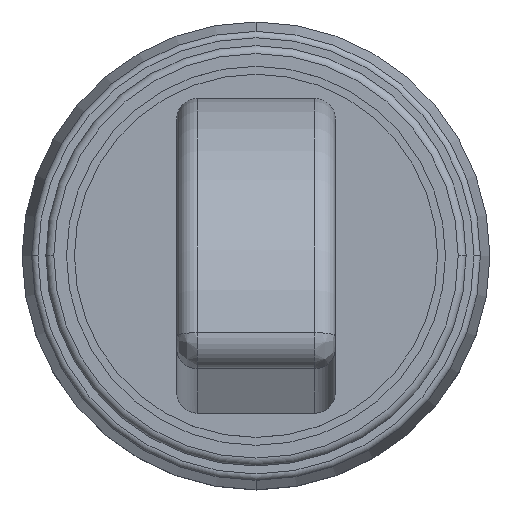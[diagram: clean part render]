
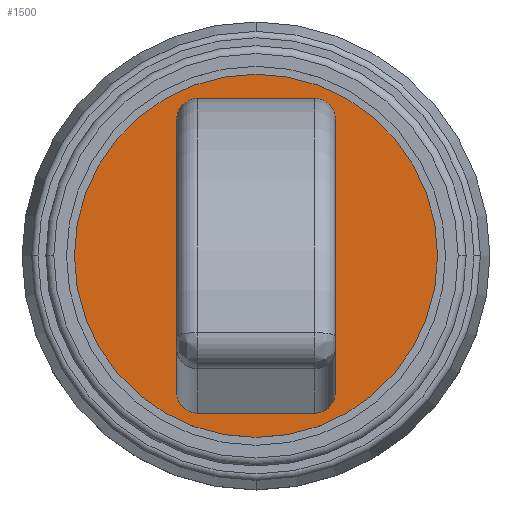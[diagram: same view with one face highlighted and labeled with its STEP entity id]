
A CAD part, top view. The second image highlights one B-rep face of the part: STEP entity #1500.
In plain terms, the highlighted planar face has unit normal (0, 0, 1).
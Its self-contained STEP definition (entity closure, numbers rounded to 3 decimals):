
#172=CARTESIAN_POINT('',(0.0,11.45,10.01));
#173=VERTEX_POINT('',#172);
#182=CARTESIAN_POINT('',(0.,-11.45,10.01));
#183=VERTEX_POINT('',#182);
#184=CARTESIAN_POINT('',(0.0,0.0,10.01));
#185=DIRECTION('',(0.0,0.0,1.0));
#186=DIRECTION('',(0.0,1.0,0.0));
#187=AXIS2_PLACEMENT_3D('',#184,#185,#186);
#188=CIRCLE('',#187,11.45);
#189=EDGE_CURVE('',#183,#173,#188,.T.);
#605=CARTESIAN_POINT('',(5.0,8.618,10.01));
#606=VERTEX_POINT('',#605);
#614=CARTESIAN_POINT('',(3.7,9.918,10.01));
#615=VERTEX_POINT('',#614);
#616=CARTESIAN_POINT('',(3.7,8.618,10.01));
#617=DIRECTION('',(0.0,0.0,-1.0));
#618=DIRECTION('',(0.0,1.0,0.0));
#619=AXIS2_PLACEMENT_3D('',#616,#617,#618);
#620=CIRCLE('',#619,1.3);
#621=EDGE_CURVE('',#606,#615,#620,.F.);
#700=CARTESIAN_POINT('',(3.7,-9.918,10.01));
#701=VERTEX_POINT('',#700);
#702=CARTESIAN_POINT('',(5.0,-8.597,10.01));
#703=VERTEX_POINT('',#702);
#704=CARTESIAN_POINT('',(3.7,-8.597,10.01));
#705=DIRECTION('',(0.0,0.0,-1.0));
#706=DIRECTION('',(0.0,-1.0,0.0));
#707=AXIS2_PLACEMENT_3D('',#704,#705,#706);
#708=ELLIPSE('',#707,1.32,1.3);
#709=EDGE_CURVE('',#701,#703,#708,.F.);
#741=CARTESIAN_POINT('',(-3.7,-9.918,10.01));
#742=VERTEX_POINT('',#741);
#749=CARTESIAN_POINT('',(3.7,-9.918,10.01));
#750=DIRECTION('',(-1.0,0.0,0.0));
#751=VECTOR('',#750,7.4);
#752=LINE('',#749,#751);
#753=EDGE_CURVE('',#701,#742,#752,.T.);
#789=CARTESIAN_POINT('',(-3.7,9.918,10.01));
#790=VERTEX_POINT('',#789);
#791=CARTESIAN_POINT('',(-3.7,9.918,10.01));
#792=DIRECTION('',(1.0,0.0,0.0));
#793=VECTOR('',#792,7.4);
#794=LINE('',#791,#793);
#795=EDGE_CURVE('',#790,#615,#794,.T.);
#822=CARTESIAN_POINT('',(-5.0,-8.597,10.01));
#823=VERTEX_POINT('',#822);
#830=CARTESIAN_POINT('',(-3.7,-8.597,10.01));
#831=DIRECTION('',(0.0,0.0,-1.0));
#832=DIRECTION('',(0.0,-1.0,0.0));
#833=AXIS2_PLACEMENT_3D('',#830,#831,#832);
#834=ELLIPSE('',#833,1.32,1.3);
#835=EDGE_CURVE('',#823,#742,#834,.F.);
#900=CARTESIAN_POINT('',(-5.0,8.618,10.01));
#901=VERTEX_POINT('',#900);
#902=CARTESIAN_POINT('',(-3.7,8.618,10.01));
#903=DIRECTION('',(0.0,0.0,-1.0));
#904=DIRECTION('',(0.0,1.0,0.0));
#905=AXIS2_PLACEMENT_3D('',#902,#903,#904);
#906=CIRCLE('',#905,1.3);
#907=EDGE_CURVE('',#790,#901,#906,.F.);
#927=CARTESIAN_POINT('',(5.0,8.618,10.01));
#928=DIRECTION('',(0.0,-1.0,0.0));
#929=VECTOR('',#928,17.215);
#930=LINE('',#927,#929);
#931=EDGE_CURVE('',#606,#703,#930,.T.);
#944=CARTESIAN_POINT('',(-5.0,-8.597,10.01));
#945=DIRECTION('',(0.0,1.0,0.0));
#946=VECTOR('',#945,17.215);
#947=LINE('',#944,#946);
#948=EDGE_CURVE('',#823,#901,#947,.T.);
#1471=CARTESIAN_POINT('',(0.0,0.0,10.01));
#1472=DIRECTION('',(0.0,0.0,1.0));
#1473=DIRECTION('',(0.0,1.0,0.0));
#1474=AXIS2_PLACEMENT_3D('',#1471,#1472,#1473);
#1475=CIRCLE('',#1474,11.45);
#1476=EDGE_CURVE('',#173,#183,#1475,.T.);
#1481=CARTESIAN_POINT('',(0.0,4.959,10.01));
#1482=DIRECTION('',(0.0,0.0,1.0));
#1483=DIRECTION('',(1.0,0.0,0.0));
#1484=AXIS2_PLACEMENT_3D('',#1481,#1482,#1483);
#1485=PLANE('',#1484);
#1486=ORIENTED_EDGE('',*,*,#1476,.T.);
#1487=ORIENTED_EDGE('',*,*,#189,.T.);
#1488=EDGE_LOOP('',(#1486,#1487));
#1489=FACE_OUTER_BOUND('',#1488,.T.);
#1490=ORIENTED_EDGE('',*,*,#931,.T.);
#1491=ORIENTED_EDGE('',*,*,#709,.F.);
#1492=ORIENTED_EDGE('',*,*,#753,.T.);
#1493=ORIENTED_EDGE('',*,*,#835,.F.);
#1494=ORIENTED_EDGE('',*,*,#948,.T.);
#1495=ORIENTED_EDGE('',*,*,#907,.F.);
#1496=ORIENTED_EDGE('',*,*,#795,.T.);
#1497=ORIENTED_EDGE('',*,*,#621,.F.);
#1498=EDGE_LOOP('',(#1490,#1491,#1492,#1493,#1494,#1495,#1496,#1497));
#1499=FACE_BOUND('',#1498,.T.);
#1500=ADVANCED_FACE('',(#1489,#1499),#1485,.T.);
